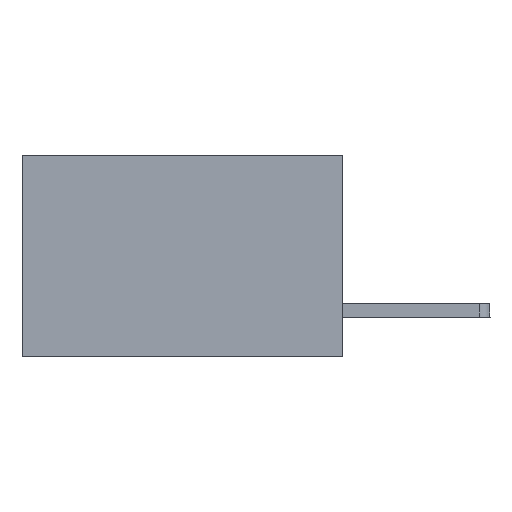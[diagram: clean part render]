
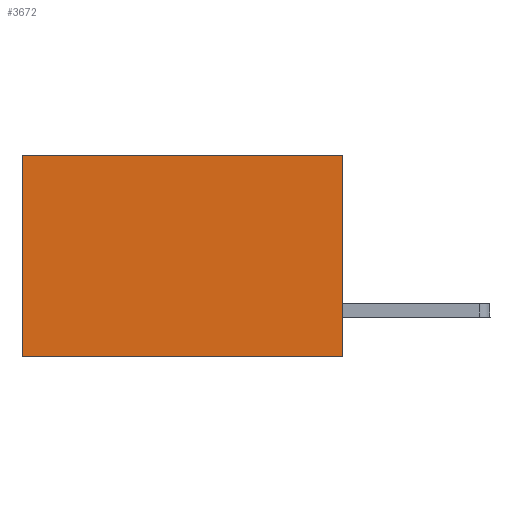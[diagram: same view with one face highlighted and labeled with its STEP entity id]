
A CAD part, left-side view. The second image highlights one B-rep face of the part: STEP entity #3672.
In plain terms, the highlighted planar face has unit normal (-1, 0, 0).
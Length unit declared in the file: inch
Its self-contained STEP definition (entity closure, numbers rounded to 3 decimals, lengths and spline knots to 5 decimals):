
#32 = CARTESIAN_POINT ( 'NONE',  ( 0.277, 0., -0.37 ) ) ;
#154 = EDGE_CURVE ( 'NONE', #5539, #7059, #1111, .T. ) ;
#1111 = LINE ( 'NONE', #4864, #9149 ) ;
#1437 = PLANE ( 'NONE',  #10056 ) ;
#2856 = LINE ( 'NONE', #7283, #3496 ) ;
#3375 = EDGE_CURVE ( 'NONE', #6880, #5539, #2856, .T. ) ;
#3496 = VECTOR ( 'NONE', #5496, 39.37008 ) ;
#3672 = ADVANCED_FACE ( 'NONE', ( #7036 ), #1437, .F. ) ;
#4144 = VECTOR ( 'NONE', #7216, 39.37008 ) ;
#4627 = LINE ( 'NONE', #8393, #4144 ) ;
#4864 = CARTESIAN_POINT ( 'NONE',  ( 0.277, 0.59, -0.37 ) ) ;
#5162 = VERTEX_POINT ( 'NONE', #8583 ) ;
#5496 = DIRECTION ( 'NONE',  ( 0., 1., 0. ) ) ;
#5539 = VERTEX_POINT ( 'NONE', #7699 ) ;
#6113 = VECTOR ( 'NONE', #9466, 39.37008 ) ;
#6234 = DIRECTION ( 'NONE',  ( 1., 0., 0. ) ) ;
#6880 = VERTEX_POINT ( 'NONE', #11659 ) ;
#6929 = ORIENTED_EDGE ( 'NONE', *, *, #154, .T. ) ;
#7036 = FACE_OUTER_BOUND ( 'NONE', #8182, .T. ) ;
#7059 = VERTEX_POINT ( 'NONE', #11838 ) ;
#7206 = DIRECTION ( 'NONE',  ( 0., 0., -1. ) ) ;
#7216 = DIRECTION ( 'NONE',  ( 0., 0., -1. ) ) ;
#7283 = CARTESIAN_POINT ( 'NONE',  ( 0.277, 0., 0. ) ) ;
#7699 = CARTESIAN_POINT ( 'NONE',  ( 0.277, 0.59, 0. ) ) ;
#7760 = ORIENTED_EDGE ( 'NONE', *, *, #8850, .F. ) ;
#8182 = EDGE_LOOP ( 'NONE', ( #6929, #10222, #7760, #11781 ) ) ;
#8393 = CARTESIAN_POINT ( 'NONE',  ( 0.277, 0., -0.37 ) ) ;
#8583 = CARTESIAN_POINT ( 'NONE',  ( 0.277, 0., -0.37 ) ) ;
#8612 = EDGE_CURVE ( 'NONE', #5162, #7059, #10388, .T. ) ;
#8850 = EDGE_CURVE ( 'NONE', #6880, #5162, #4627, .T. ) ;
#9149 = VECTOR ( 'NONE', #11362, 39.37008 ) ;
#9466 = DIRECTION ( 'NONE',  ( 0., 1., 0. ) ) ;
#10056 = AXIS2_PLACEMENT_3D ( 'NONE', #11925, #6234, #7206 ) ;
#10222 = ORIENTED_EDGE ( 'NONE', *, *, #8612, .F. ) ;
#10388 = LINE ( 'NONE', #32, #6113 ) ;
#11362 = DIRECTION ( 'NONE',  ( 0., 0., -1. ) ) ;
#11659 = CARTESIAN_POINT ( 'NONE',  ( 0.277, 0., 0. ) ) ;
#11781 = ORIENTED_EDGE ( 'NONE', *, *, #3375, .T. ) ;
#11838 = CARTESIAN_POINT ( 'NONE',  ( 0.277, 0.59, -0.37 ) ) ;
#11925 = CARTESIAN_POINT ( 'NONE',  ( 0.277, 0., -0.37 ) ) ;
